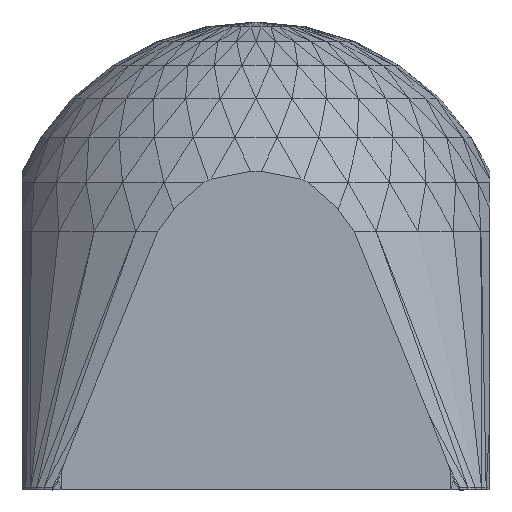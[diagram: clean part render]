
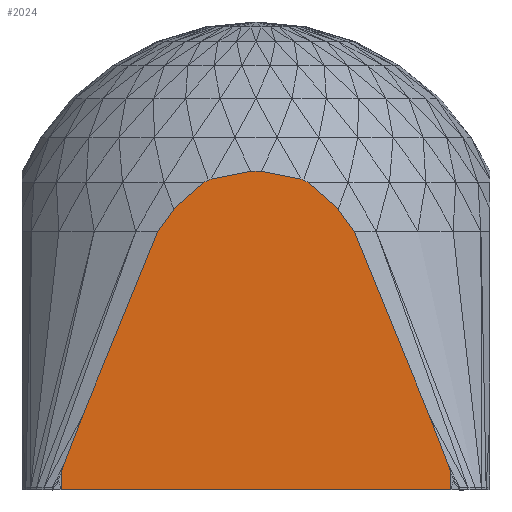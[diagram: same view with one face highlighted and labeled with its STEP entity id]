
A CAD part, left-side view. The second image highlights one B-rep face of the part: STEP entity #2024.
In plain terms, the highlighted planar face has unit normal (-1, 0, 0).
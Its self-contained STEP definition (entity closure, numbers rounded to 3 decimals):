
#1411 = VERTEX_POINT('',#1412);
#1412 = CARTESIAN_POINT('',(-9.,7.5,0.));
#1420 = EDGE_CURVE('',#1411,#1421,#1423,.T.);
#1421 = VERTEX_POINT('',#1422);
#1422 = CARTESIAN_POINT('',(-9.,-7.5,0.));
#1423 = LINE('',#1424,#1425);
#1424 = CARTESIAN_POINT('',(-9.,7.5,0.));
#1425 = VECTOR('',#1426,1.);
#1426 = DIRECTION('',(0.,-1.,0.));
#2024 = ADVANCED_FACE('',(#2025),#2178,.F.);
#2025 = FACE_BOUND('',#2026,.F.);
#2026 = EDGE_LOOP('',(#2027,#2037,#2043,#2044,#2052,#2060,#2068,#2076,
    #2084,#2092,#2100,#2108,#2116,#2124,#2132,#2140,#2148,#2156,#2164,
    #2172));
#2027 = ORIENTED_EDGE('',*,*,#2028,.F.);
#2028 = EDGE_CURVE('',#2029,#2031,#2033,.T.);
#2029 = VERTEX_POINT('',#2030);
#2030 = CARTESIAN_POINT('',(-9.,-7.5,0.66));
#2031 = VERTEX_POINT('',#2032);
#2032 = CARTESIAN_POINT('',(-9.,-7.391,0.976));
#2033 = LINE('',#2034,#2035);
#2034 = CARTESIAN_POINT('',(-9.,-6.873,2.47));
#2035 = VECTOR('',#2036,1.);
#2036 = DIRECTION('',(0.,0.327,0.945));
#2037 = ORIENTED_EDGE('',*,*,#2038,.F.);
#2038 = EDGE_CURVE('',#1421,#2029,#2039,.T.);
#2039 = LINE('',#2040,#2041);
#2040 = CARTESIAN_POINT('',(-9.,-7.5,0.));
#2041 = VECTOR('',#2042,1.);
#2042 = DIRECTION('',(0.,0.,1.));
#2043 = ORIENTED_EDGE('',*,*,#1420,.F.);
#2044 = ORIENTED_EDGE('',*,*,#2045,.T.);
#2045 = EDGE_CURVE('',#1411,#2046,#2048,.T.);
#2046 = VERTEX_POINT('',#2047);
#2047 = CARTESIAN_POINT('',(-9.,7.5,0.66));
#2048 = LINE('',#2049,#2050);
#2049 = CARTESIAN_POINT('',(-9.,7.5,0.));
#2050 = VECTOR('',#2051,1.);
#2051 = DIRECTION('',(0.,0.,1.));
#2052 = ORIENTED_EDGE('',*,*,#2053,.F.);
#2053 = EDGE_CURVE('',#2054,#2046,#2056,.T.);
#2054 = VERTEX_POINT('',#2055);
#2055 = CARTESIAN_POINT('',(-9.,7.391,0.976));
#2056 = LINE('',#2057,#2058);
#2057 = CARTESIAN_POINT('',(-9.,5.909,5.253));
#2058 = VECTOR('',#2059,1.);
#2059 = DIRECTION('',(0.,0.327,-0.945));
#2060 = ORIENTED_EDGE('',*,*,#2061,.F.);
#2061 = EDGE_CURVE('',#2062,#2054,#2064,.T.);
#2062 = VERTEX_POINT('',#2063);
#2063 = CARTESIAN_POINT('',(-9.,6.676,2.84));
#2064 = LINE('',#2065,#2066);
#2065 = CARTESIAN_POINT('',(-9.,5.715,5.346));
#2066 = VECTOR('',#2067,1.);
#2067 = DIRECTION('',(0.,0.358,-0.934));
#2068 = ORIENTED_EDGE('',*,*,#2069,.F.);
#2069 = EDGE_CURVE('',#2070,#2062,#2072,.T.);
#2070 = VERTEX_POINT('',#2071);
#2071 = CARTESIAN_POINT('',(-9.,3.778,9.951));
#2072 = LINE('',#2073,#2074);
#2073 = CARTESIAN_POINT('',(-9.,5.538,5.632));
#2074 = VECTOR('',#2075,1.);
#2075 = DIRECTION('',(0.,0.377,-0.926));
#2076 = ORIENTED_EDGE('',*,*,#2077,.F.);
#2077 = EDGE_CURVE('',#2078,#2070,#2080,.T.);
#2078 = VERTEX_POINT('',#2079);
#2079 = CARTESIAN_POINT('',(-9.,3.159,10.802));
#2080 = LINE('',#2081,#2082);
#2081 = CARTESIAN_POINT('',(-9.,3.761,9.973));
#2082 = VECTOR('',#2083,1.);
#2083 = DIRECTION('',(0.,0.588,-0.809));
#2084 = ORIENTED_EDGE('',*,*,#2085,.F.);
#2085 = EDGE_CURVE('',#2086,#2078,#2088,.T.);
#2086 = VERTEX_POINT('',#2087);
#2087 = CARTESIAN_POINT('',(-9.,2.004,11.827));
#2088 = LINE('',#2089,#2090);
#2089 = CARTESIAN_POINT('',(-9.,2.23,11.626));
#2090 = VECTOR('',#2091,1.);
#2091 = DIRECTION('',(0.,0.748,-0.664));
#2092 = ORIENTED_EDGE('',*,*,#2093,.F.);
#2093 = EDGE_CURVE('',#2094,#2086,#2096,.T.);
#2094 = VERTEX_POINT('',#2095);
#2095 = CARTESIAN_POINT('',(-9.,1.836,11.923));
#2096 = LINE('',#2097,#2098);
#2097 = CARTESIAN_POINT('',(-9.,0.485,12.694));
#2098 = VECTOR('',#2099,1.);
#2099 = DIRECTION('',(0.,0.869,-0.496));
#2100 = ORIENTED_EDGE('',*,*,#2101,.F.);
#2101 = EDGE_CURVE('',#2102,#2094,#2104,.T.);
#2102 = VERTEX_POINT('',#2103);
#2103 = CARTESIAN_POINT('',(-9.,1.725,11.961));
#2104 = LINE('',#2105,#2106);
#2105 = CARTESIAN_POINT('',(-9.,-1.358,13.04));
#2106 = VECTOR('',#2107,1.);
#2107 = DIRECTION('',(0.,0.944,-0.33));
#2108 = ORIENTED_EDGE('',*,*,#2109,.F.);
#2109 = EDGE_CURVE('',#2110,#2102,#2112,.T.);
#2110 = VERTEX_POINT('',#2111);
#2111 = CARTESIAN_POINT('',(-9.,0.202,12.255));
#2112 = LINE('',#2113,#2114);
#2113 = CARTESIAN_POINT('',(-9.,-2.79,12.831));
#2114 = VECTOR('',#2115,1.);
#2115 = DIRECTION('',(0.,0.982,-0.189));
#2116 = ORIENTED_EDGE('',*,*,#2117,.F.);
#2117 = EDGE_CURVE('',#2118,#2110,#2120,.T.);
#2118 = VERTEX_POINT('',#2119);
#2119 = CARTESIAN_POINT('',(-9.,-0.202,12.255));
#2120 = LINE('',#2121,#2122);
#2121 = CARTESIAN_POINT('',(-9.,-4.5,12.255));
#2122 = VECTOR('',#2123,1.);
#2123 = DIRECTION('',(0.,1.,0.));
#2124 = ORIENTED_EDGE('',*,*,#2125,.F.);
#2125 = EDGE_CURVE('',#2126,#2118,#2128,.T.);
#2126 = VERTEX_POINT('',#2127);
#2127 = CARTESIAN_POINT('',(-9.,-1.725,11.961));
#2128 = LINE('',#2129,#2130);
#2129 = CARTESIAN_POINT('',(-9.,-5.888,11.16));
#2130 = VECTOR('',#2131,1.);
#2131 = DIRECTION('',(0.,0.982,0.189));
#2132 = ORIENTED_EDGE('',*,*,#2133,.F.);
#2133 = EDGE_CURVE('',#2134,#2126,#2136,.T.);
#2134 = VERTEX_POINT('',#2135);
#2135 = CARTESIAN_POINT('',(-9.,-1.836,11.923));
#2136 = LINE('',#2137,#2138);
#2137 = CARTESIAN_POINT('',(-9.,-6.66,10.235));
#2138 = VECTOR('',#2139,1.);
#2139 = DIRECTION('',(0.,0.944,0.33));
#2140 = ORIENTED_EDGE('',*,*,#2141,.F.);
#2141 = EDGE_CURVE('',#2142,#2134,#2144,.T.);
#2142 = VERTEX_POINT('',#2143);
#2143 = CARTESIAN_POINT('',(-9.,-2.004,11.827));
#2144 = LINE('',#2145,#2146);
#2145 = CARTESIAN_POINT('',(-9.,-7.275,8.82));
#2146 = VECTOR('',#2147,1.);
#2147 = DIRECTION('',(0.,0.869,0.496));
#2148 = ORIENTED_EDGE('',*,*,#2149,.F.);
#2149 = EDGE_CURVE('',#2150,#2142,#2152,.T.);
#2150 = VERTEX_POINT('',#2151);
#2151 = CARTESIAN_POINT('',(-9.,-3.159,10.802));
#2152 = LINE('',#2153,#2154);
#2153 = CARTESIAN_POINT('',(-9.,-7.265,7.158));
#2154 = VECTOR('',#2155,1.);
#2155 = DIRECTION('',(0.,0.748,0.664));
#2156 = ORIENTED_EDGE('',*,*,#2157,.F.);
#2157 = EDGE_CURVE('',#2158,#2150,#2160,.T.);
#2158 = VERTEX_POINT('',#2159);
#2159 = CARTESIAN_POINT('',(-9.,-3.778,9.951));
#2160 = LINE('',#2161,#2162);
#2161 = CARTESIAN_POINT('',(-9.,-6.873,5.693));
#2162 = VECTOR('',#2163,1.);
#2163 = DIRECTION('',(0.,0.588,0.809));
#2164 = ORIENTED_EDGE('',*,*,#2165,.F.);
#2165 = EDGE_CURVE('',#2166,#2158,#2168,.T.);
#2166 = VERTEX_POINT('',#2167);
#2167 = CARTESIAN_POINT('',(-9.,-6.676,2.84));
#2168 = LINE('',#2169,#2170);
#2169 = CARTESIAN_POINT('',(-9.,-6.819,2.487));
#2170 = VECTOR('',#2171,1.);
#2171 = DIRECTION('',(0.,0.377,0.926));
#2172 = ORIENTED_EDGE('',*,*,#2173,.F.);
#2173 = EDGE_CURVE('',#2031,#2166,#2174,.T.);
#2174 = LINE('',#2175,#2176);
#2175 = CARTESIAN_POINT('',(-9.,-6.868,2.338));
#2176 = VECTOR('',#2177,1.);
#2177 = DIRECTION('',(0.,0.358,0.934));
#2178 = PLANE('',#2179);
#2179 = AXIS2_PLACEMENT_3D('',#2180,#2181,#2182);
#2180 = CARTESIAN_POINT('',(-9.,-9.,0.));
#2181 = DIRECTION('',(1.,0.,0.));
#2182 = DIRECTION('',(0.,0.,1.));
